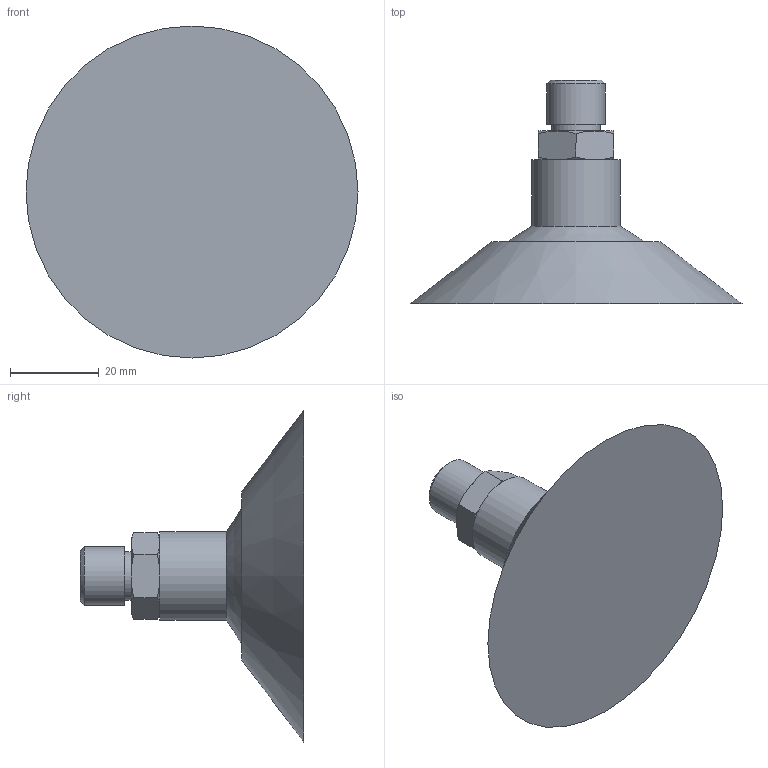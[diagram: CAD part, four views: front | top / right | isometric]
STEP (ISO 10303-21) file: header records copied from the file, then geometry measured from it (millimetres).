
FILE_DESCRIPTION(/* description */ (''),/* implementation_level */ '2;1');
FILE_NAME(/* name */ 'vc75nit_rac9r1-4m.stp',/* time_stamp */ '2020-09-21T15:40:59+02:00',/* author */ ('enginyeria'),/* organization */ (''),/* preprocessor_version */ 'ST-DEVELOPER v17.2',/* originating_system */ 'Autodesk Inventor 2019',/* authorisation */ '');
FILE_SCHEMA (('CONFIG_CONTROL_DESIGN'));
Length unit declared in the file: millimetre
Products named in the file (1): vc75nit_rac9r1-4m
Bounding box: 75 x 50.5 x 75 mm (x, y, z)
Volume: 45588 mm3; surface area: 11869.4 mm2
Topology: 1 solids, 1 shells, 33 faces, 75 edges, 49 vertices
Faces by surface type: cone 16, plane 13, cylinder 4
Full cylindrical faces by diameter (mm): 6.5 x1, 11 x1, 13.156 x1, 20 x1
Entity records: 1009 total; most frequent: CARTESIAN_POINT 206, DIRECTION 156, ORIENTED_EDGE 150, EDGE_CURVE 75, AXIS2_PLACEMENT_3D 71, VERTEX_POINT 49, EDGE_LOOP 38, CIRCLE 37
